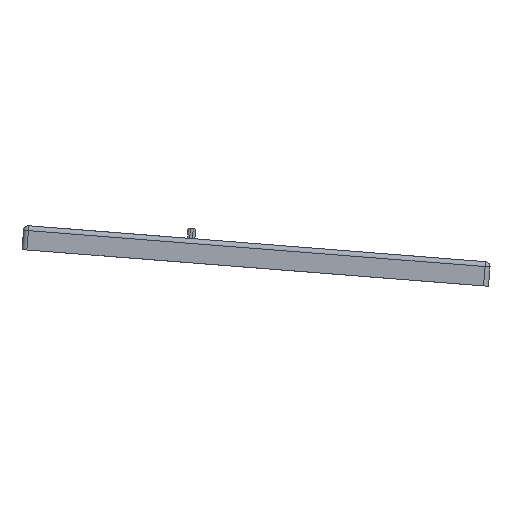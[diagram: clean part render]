
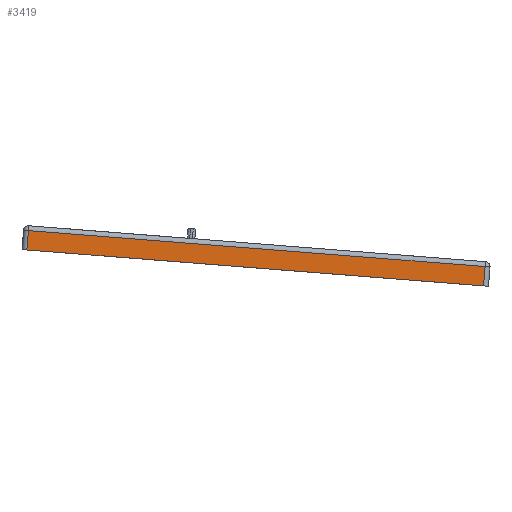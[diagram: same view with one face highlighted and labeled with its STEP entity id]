
A CAD part, left-side view. The second image highlights one B-rep face of the part: STEP entity #3419.
In plain terms, the highlighted planar face has unit normal (-1, 0, 0).
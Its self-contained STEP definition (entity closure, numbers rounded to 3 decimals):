
#61=PLANE('',#3667);
#187=FACE_OUTER_BOUND('',#390,.T.);
#390=EDGE_LOOP('',(#2415,#2416,#2417,#2418));
#589=LINE('',#5091,#929);
#591=LINE('',#5099,#931);
#594=LINE('',#5112,#934);
#632=LINE('',#5246,#972);
#929=VECTOR('',#4021,10.);
#931=VECTOR('',#4029,10.);
#934=VECTOR('',#4044,10.);
#972=VECTOR('',#4166,10.);
#1444=VERTEX_POINT('',#5088);
#1445=VERTEX_POINT('',#5090);
#1448=VERTEX_POINT('',#5098);
#1450=VERTEX_POINT('',#5106);
#1788=EDGE_CURVE('',#1444,#1445,#589,.T.);
#1792=EDGE_CURVE('',#1445,#1448,#591,.T.);
#1799=EDGE_CURVE('',#1448,#1450,#594,.T.);
#1866=EDGE_CURVE('',#1450,#1444,#632,.T.);
#2415=ORIENTED_EDGE('',*,*,#1788,.F.);
#2416=ORIENTED_EDGE('',*,*,#1866,.F.);
#2417=ORIENTED_EDGE('',*,*,#1799,.F.);
#2418=ORIENTED_EDGE('',*,*,#1792,.F.);
#3419=ADVANCED_FACE('',(#187),#61,.T.);
#3667=AXIS2_PLACEMENT_3D('',#5245,#4164,#4165);
#4021=DIRECTION('',(0.,-0.078,0.997));
#4029=DIRECTION('',(0.,-0.997,-0.078));
#4044=DIRECTION('',(0.,0.078,-0.997));
#4164=DIRECTION('center_axis',(-1.,0.,0.));
#4165=DIRECTION('ref_axis',(0.,-0.997,-0.078));
#4166=DIRECTION('',(0.,0.997,0.078));
#5088=CARTESIAN_POINT('',(-204.933,482.101,127.229));
#5090=CARTESIAN_POINT('',(-204.933,481.481,135.105));
#5091=CARTESIAN_POINT('',(-204.933,482.05,127.877));
#5098=CARTESIAN_POINT('',(-204.933,295.058,120.433));
#5099=CARTESIAN_POINT('',(-204.933,436.109,131.534));
#5106=CARTESIAN_POINT('',(-204.933,295.678,112.557));
#5112=CARTESIAN_POINT('',(-204.933,295.705,112.209));
#5245=CARTESIAN_POINT('Origin',(-204.933,484.744,118.811));
#5246=CARTESIAN_POINT('',(-204.933,436.774,123.662));
